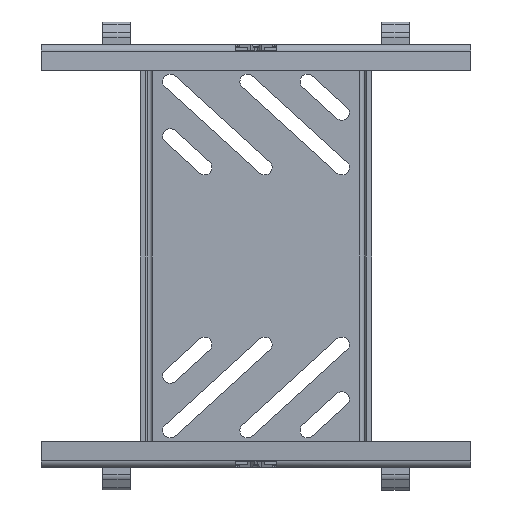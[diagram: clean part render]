
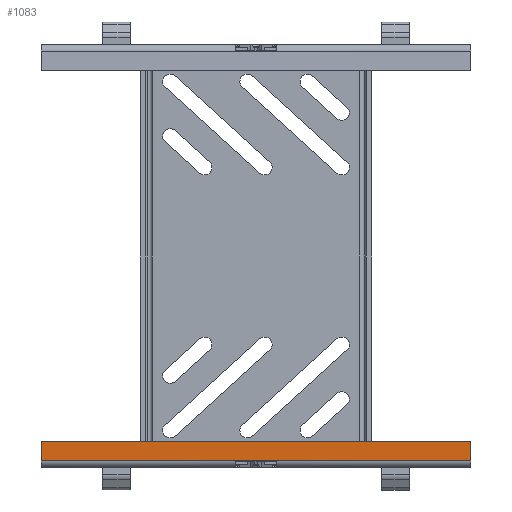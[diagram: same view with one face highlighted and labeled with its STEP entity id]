
A CAD part, front view. The second image highlights one B-rep face of the part: STEP entity #1083.
In plain terms, the highlighted face is planar.
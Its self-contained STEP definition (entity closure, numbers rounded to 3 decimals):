
#662 = CARTESIAN_POINT ( 'NONE',  ( 3.08, -0.161, 100. ) ) ;
#802 = ORIENTED_EDGE ( 'NONE', *, *, #8719, .T. ) ;
#965 = PLANE ( 'NONE',  #9248 ) ;
#1083 = ADVANCED_FACE ( 'NONE', ( #9958 ), #965, .T. ) ;
#1529 = EDGE_CURVE ( 'NONE', #7619, #12072, #11885, .T. ) ;
#1772 = VECTOR ( 'NONE', #12959, 1000. ) ;
#2432 = CARTESIAN_POINT ( 'NONE',  ( 12., -0.629, 100. ) ) ;
#2468 = CARTESIAN_POINT ( 'NONE',  ( 3.08, -0.161, 100. ) ) ;
#2819 = CARTESIAN_POINT ( 'NONE',  ( 3.08, -0.161, -100. ) ) ;
#3059 = DIRECTION ( 'NONE',  ( -0.999, 0.052, 0. ) ) ;
#3343 = DIRECTION ( 'NONE',  ( -0.052, -0.999, 0. ) ) ;
#3790 = VERTEX_POINT ( 'NONE', #2468 ) ;
#5267 = LINE ( 'NONE', #2432, #1772 ) ;
#5377 = EDGE_CURVE ( 'NONE', #8760, #3790, #7048, .T. ) ;
#6483 = EDGE_LOOP ( 'NONE', ( #9944, #7336, #12344, #802 ) ) ;
#6572 = DIRECTION ( 'NONE',  ( 0., 0., -1. ) ) ;
#6680 = VECTOR ( 'NONE', #3059, 1000. ) ;
#7048 = LINE ( 'NONE', #11231, #6680 ) ;
#7336 = ORIENTED_EDGE ( 'NONE', *, *, #11883, .F. ) ;
#7619 = VERTEX_POINT ( 'NONE', #13446 ) ;
#8719 = EDGE_CURVE ( 'NONE', #3790, #12072, #13490, .T. ) ;
#8760 = VERTEX_POINT ( 'NONE', #11370 ) ;
#9196 = CARTESIAN_POINT ( 'NONE',  ( 12., -0.629, 100. ) ) ;
#9248 = AXIS2_PLACEMENT_3D ( 'NONE', #9196, #3343, #11527 ) ;
#9944 = ORIENTED_EDGE ( 'NONE', *, *, #1529, .F. ) ;
#9958 = FACE_OUTER_BOUND ( 'NONE', #6483, .T. ) ;
#10334 = VECTOR ( 'NONE', #6572, 1000. ) ;
#11231 = CARTESIAN_POINT ( 'NONE',  ( 12., -0.629, 100. ) ) ;
#11370 = CARTESIAN_POINT ( 'NONE',  ( 12., -0.629, 100. ) ) ;
#11527 = DIRECTION ( 'NONE',  ( 0.999, -0.052, 0. ) ) ;
#11883 = EDGE_CURVE ( 'NONE', #8760, #7619, #5267, .T. ) ;
#11885 = LINE ( 'NONE', #13134, #14682 ) ;
#11925 = DIRECTION ( 'NONE',  ( -0.999, 0.052, 0. ) ) ;
#12072 = VERTEX_POINT ( 'NONE', #2819 ) ;
#12344 = ORIENTED_EDGE ( 'NONE', *, *, #5377, .T. ) ;
#12959 = DIRECTION ( 'NONE',  ( 0., 0., -1. ) ) ;
#13134 = CARTESIAN_POINT ( 'NONE',  ( 12., -0.629, -100. ) ) ;
#13446 = CARTESIAN_POINT ( 'NONE',  ( 12., -0.629, -100. ) ) ;
#13490 = LINE ( 'NONE', #662, #10334 ) ;
#14682 = VECTOR ( 'NONE', #11925, 1000. ) ;
